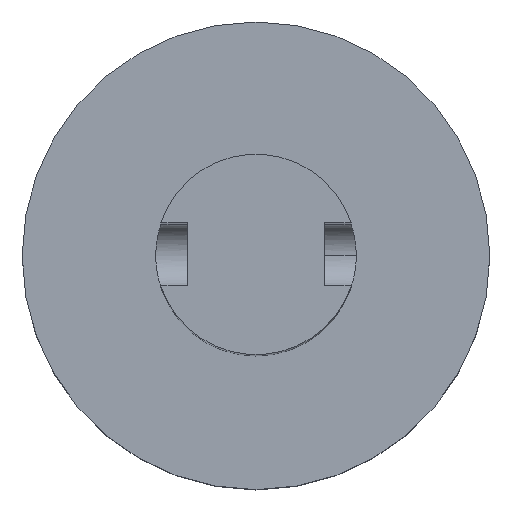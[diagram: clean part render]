
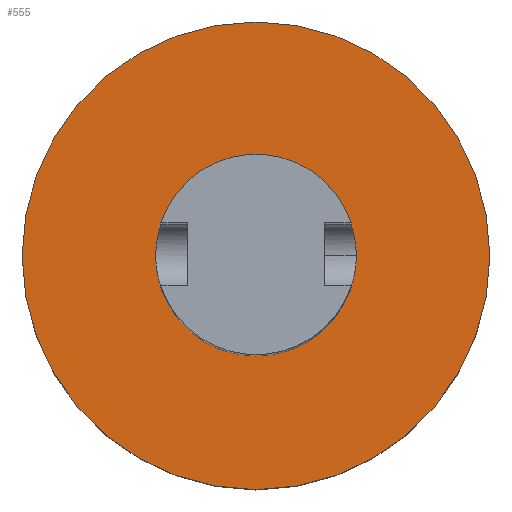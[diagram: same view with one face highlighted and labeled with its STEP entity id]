
A CAD part, top view. The second image highlights one B-rep face of the part: STEP entity #555.
In plain terms, the highlighted planar face has unit normal (0, 0, 1).
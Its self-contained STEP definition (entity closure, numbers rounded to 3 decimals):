
#1 = CIRCLE ( 'NONE', #572, 4.763 ) ;
#3 = EDGE_CURVE ( 'NONE', #720, #72, #150, .T. ) ;
#18 = CARTESIAN_POINT ( 'NONE',  ( 0., 0., -38.1 ) ) ;
#20 = FACE_OUTER_BOUND ( 'NONE', #626, .T. ) ;
#22 = CARTESIAN_POINT ( 'NONE',  ( 0., 0., -38.1 ) ) ;
#25 = ORIENTED_EDGE ( 'NONE', *, *, #654, .F. ) ;
#39 = CARTESIAN_POINT ( 'NONE',  ( 11.113, 0., -38.1 ) ) ;
#48 = AXIS2_PLACEMENT_3D ( 'NONE', #325, #264, #149 ) ;
#67 = CIRCLE ( 'NONE', #86, 4.763 ) ;
#72 = VERTEX_POINT ( 'NONE', #39 ) ;
#86 = AXIS2_PLACEMENT_3D ( 'NONE', #175, #403, #589 ) ;
#90 = PLANE ( 'NONE',  #48 ) ;
#149 = DIRECTION ( 'NONE',  ( -1., 0., 0. ) ) ;
#150 = CIRCLE ( 'NONE', #678, 11.113 ) ;
#175 = CARTESIAN_POINT ( 'NONE',  ( 0., 0., -38.1 ) ) ;
#264 = DIRECTION ( 'NONE',  ( 0., 0., -1. ) ) ;
#277 = CARTESIAN_POINT ( 'NONE',  ( 0., 0., -38.1 ) ) ;
#315 = EDGE_CURVE ( 'NONE', #72, #720, #688, .T. ) ;
#317 = DIRECTION ( 'NONE',  ( 0., 0., 1. ) ) ;
#325 = CARTESIAN_POINT ( 'NONE',  ( 0., 4.763, -38.1 ) ) ;
#342 = ORIENTED_EDGE ( 'NONE', *, *, #315, .T. ) ;
#363 = AXIS2_PLACEMENT_3D ( 'NONE', #18, #317, #494 ) ;
#368 = ORIENTED_EDGE ( 'NONE', *, *, #607, .F. ) ;
#403 = DIRECTION ( 'NONE',  ( 0., 0., 1. ) ) ;
#453 = FACE_BOUND ( 'NONE', #652, .T. ) ;
#460 = CARTESIAN_POINT ( 'NONE',  ( -11.113, 0., -38.1 ) ) ;
#494 = DIRECTION ( 'NONE',  ( 1., 0., 0. ) ) ;
#508 = DIRECTION ( 'NONE',  ( 0., 0., 1. ) ) ;
#510 = CARTESIAN_POINT ( 'NONE',  ( 4.763, 0., -38.1 ) ) ;
#530 = DIRECTION ( 'NONE',  ( 1., 0., 0. ) ) ;
#555 = ADVANCED_FACE ( 'NONE', ( #453, #20 ), #90, .F. ) ;
#558 = VERTEX_POINT ( 'NONE', #510 ) ;
#572 = AXIS2_PLACEMENT_3D ( 'NONE', #277, #706, #530 ) ;
#589 = DIRECTION ( 'NONE',  ( 1., 0., 0. ) ) ;
#607 = EDGE_CURVE ( 'NONE', #618, #558, #1, .T. ) ;
#618 = VERTEX_POINT ( 'NONE', #717 ) ;
#626 = EDGE_LOOP ( 'NONE', ( #342, #670 ) ) ;
#652 = EDGE_LOOP ( 'NONE', ( #25, #368 ) ) ;
#654 = EDGE_CURVE ( 'NONE', #558, #618, #67, .T. ) ;
#670 = ORIENTED_EDGE ( 'NONE', *, *, #3, .T. ) ;
#678 = AXIS2_PLACEMENT_3D ( 'NONE', #22, #508, #756 ) ;
#688 = CIRCLE ( 'NONE', #363, 11.113 ) ;
#706 = DIRECTION ( 'NONE',  ( 0., 0., 1. ) ) ;
#717 = CARTESIAN_POINT ( 'NONE',  ( -4.763, 0., -38.1 ) ) ;
#720 = VERTEX_POINT ( 'NONE', #460 ) ;
#756 = DIRECTION ( 'NONE',  ( 1., 0., 0. ) ) ;
